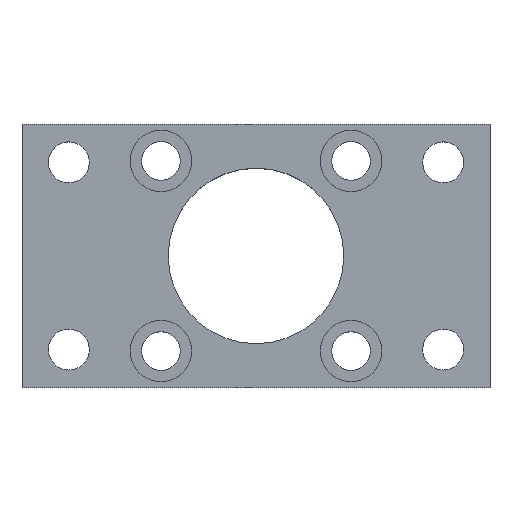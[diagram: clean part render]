
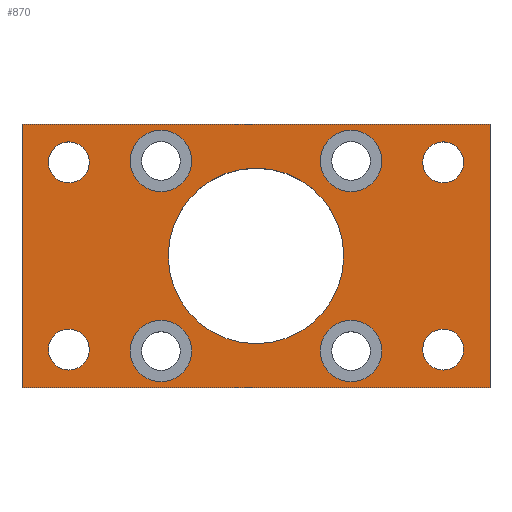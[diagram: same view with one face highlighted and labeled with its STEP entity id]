
A CAD part, top view. The second image highlights one B-rep face of the part: STEP entity #870.
In plain terms, the highlighted planar face has unit normal (0, 0, 1).
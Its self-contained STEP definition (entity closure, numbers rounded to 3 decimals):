
#81=CARTESIAN_POINT('',(35.5,-16.0,10.0));
#82=VERTEX_POINT('',#81);
#83=CARTESIAN_POINT('',(32.0,-16.0,10.0));
#84=DIRECTION('',(0.0,0.0,-1.0));
#85=DIRECTION('',(1.0,0.0,0.0));
#86=AXIS2_PLACEMENT_3D('',#83,#84,#85);
#87=CIRCLE('',#86,3.5);
#88=EDGE_CURVE('',#82,#82,#87,.T.);
#130=CARTESIAN_POINT('',(35.5,16.,10.0));
#131=VERTEX_POINT('',#130);
#132=CARTESIAN_POINT('',(32.0,16.,10.0));
#133=DIRECTION('',(0.0,0.0,-1.0));
#134=DIRECTION('',(1.0,0.0,0.0));
#135=AXIS2_PLACEMENT_3D('',#132,#133,#134);
#136=CIRCLE('',#135,3.5);
#137=EDGE_CURVE('',#131,#131,#136,.T.);
#179=CARTESIAN_POINT('',(-28.5,-16.0,10.0));
#180=VERTEX_POINT('',#179);
#181=CARTESIAN_POINT('',(-32.0,-16.0,10.0));
#182=DIRECTION('',(0.0,0.0,-1.0));
#183=DIRECTION('',(1.0,0.0,0.0));
#184=AXIS2_PLACEMENT_3D('',#181,#182,#183);
#185=CIRCLE('',#184,3.5);
#186=EDGE_CURVE('',#180,#180,#185,.T.);
#228=CARTESIAN_POINT('',(-28.5,16.,10.0));
#229=VERTEX_POINT('',#228);
#230=CARTESIAN_POINT('',(-32.0,16.,10.0));
#231=DIRECTION('',(0.0,0.0,-1.0));
#232=DIRECTION('',(1.0,0.0,0.0));
#233=AXIS2_PLACEMENT_3D('',#230,#231,#232);
#234=CIRCLE('',#233,3.5);
#235=EDGE_CURVE('',#229,#229,#234,.T.);
#294=CARTESIAN_POINT('',(-11.0,-16.25,10.0));
#295=VERTEX_POINT('',#294);
#296=CARTESIAN_POINT('',(-16.25,-16.25,10.0));
#297=DIRECTION('',(0.0,0.0,-1.0));
#298=DIRECTION('',(1.0,0.0,0.0));
#299=AXIS2_PLACEMENT_3D('',#296,#297,#298);
#300=CIRCLE('',#299,5.25);
#301=EDGE_CURVE('',#295,#295,#300,.T.);
#404=CARTESIAN_POINT('',(21.5,-16.25,10.0));
#405=VERTEX_POINT('',#404);
#406=CARTESIAN_POINT('',(16.25,-16.25,10.0));
#407=DIRECTION('',(0.0,0.0,-1.0));
#408=DIRECTION('',(1.0,0.0,0.0));
#409=AXIS2_PLACEMENT_3D('',#406,#407,#408);
#410=CIRCLE('',#409,5.25);
#411=EDGE_CURVE('',#405,#405,#410,.T.);
#514=CARTESIAN_POINT('',(21.5,16.25,10.0));
#515=VERTEX_POINT('',#514);
#516=CARTESIAN_POINT('',(16.25,16.25,10.0));
#517=DIRECTION('',(0.0,0.0,-1.0));
#518=DIRECTION('',(1.0,0.0,0.0));
#519=AXIS2_PLACEMENT_3D('',#516,#517,#518);
#520=CIRCLE('',#519,5.25);
#521=EDGE_CURVE('',#515,#515,#520,.T.);
#624=CARTESIAN_POINT('',(-11.0,16.25,10.0));
#625=VERTEX_POINT('',#624);
#626=CARTESIAN_POINT('',(-16.25,16.25,10.0));
#627=DIRECTION('',(0.0,0.0,-1.0));
#628=DIRECTION('',(1.0,0.0,0.0));
#629=AXIS2_PLACEMENT_3D('',#626,#627,#628);
#630=CIRCLE('',#629,5.25);
#631=EDGE_CURVE('',#625,#625,#630,.T.);
#685=CARTESIAN_POINT('',(15.0,0.,10.0));
#686=VERTEX_POINT('',#685);
#687=CARTESIAN_POINT('',(0.0,0.0,10.0));
#688=DIRECTION('',(0.0,0.0,-1.0));
#689=DIRECTION('',(-1.0,0.0,0.0));
#690=AXIS2_PLACEMENT_3D('',#687,#688,#689);
#691=CIRCLE('',#690,15.0);
#692=EDGE_CURVE('',#686,#686,#691,.T.);
#713=CARTESIAN_POINT('',(40.0,22.5,10.0));
#714=VERTEX_POINT('',#713);
#715=CARTESIAN_POINT('',(40.0,-22.5,10.0));
#716=VERTEX_POINT('',#715);
#717=CARTESIAN_POINT('',(40.0,22.5,10.0));
#718=DIRECTION('',(0.0,-1.0,0.0));
#719=VECTOR('',#718,45.);
#720=LINE('',#717,#719);
#721=EDGE_CURVE('',#714,#716,#720,.T.);
#753=CARTESIAN_POINT('',(-40.0,-22.5,10.0));
#754=VERTEX_POINT('',#753);
#755=CARTESIAN_POINT('',(40.0,-22.5,10.0));
#756=DIRECTION('',(-1.0,0.0,0.0));
#757=VECTOR('',#756,80.0);
#758=LINE('',#755,#757);
#759=EDGE_CURVE('',#716,#754,#758,.T.);
#784=CARTESIAN_POINT('',(-40.0,22.5,10.0));
#785=VERTEX_POINT('',#784);
#786=CARTESIAN_POINT('',(-40.0,-22.5,10.0));
#787=DIRECTION('',(0.0,1.0,0.0));
#788=VECTOR('',#787,45.0);
#789=LINE('',#786,#788);
#790=EDGE_CURVE('',#754,#785,#789,.T.);
#815=CARTESIAN_POINT('',(-40.0,22.5,10.0));
#816=DIRECTION('',(1.0,0.0,0.0));
#817=VECTOR('',#816,80.0);
#818=LINE('',#815,#817);
#819=EDGE_CURVE('',#785,#714,#818,.T.);
#832=CARTESIAN_POINT('',(0.,0.,10.0));
#833=DIRECTION('',(0.0,0.0,1.0));
#834=DIRECTION('',(1.0,0.0,0.0));
#835=AXIS2_PLACEMENT_3D('',#832,#833,#834);
#836=PLANE('',#835);
#837=ORIENTED_EDGE('',*,*,#721,.F.);
#838=ORIENTED_EDGE('',*,*,#819,.F.);
#839=ORIENTED_EDGE('',*,*,#790,.F.);
#840=ORIENTED_EDGE('',*,*,#759,.F.);
#841=EDGE_LOOP('',(#837,#838,#839,#840));
#842=FACE_OUTER_BOUND('',#841,.T.);
#843=ORIENTED_EDGE('',*,*,#88,.T.);
#844=EDGE_LOOP('',(#843));
#845=FACE_BOUND('',#844,.T.);
#846=ORIENTED_EDGE('',*,*,#137,.T.);
#847=EDGE_LOOP('',(#846));
#848=FACE_BOUND('',#847,.T.);
#849=ORIENTED_EDGE('',*,*,#186,.T.);
#850=EDGE_LOOP('',(#849));
#851=FACE_BOUND('',#850,.T.);
#852=ORIENTED_EDGE('',*,*,#235,.T.);
#853=EDGE_LOOP('',(#852));
#854=FACE_BOUND('',#853,.T.);
#855=ORIENTED_EDGE('',*,*,#301,.T.);
#856=EDGE_LOOP('',(#855));
#857=FACE_BOUND('',#856,.T.);
#858=ORIENTED_EDGE('',*,*,#411,.T.);
#859=EDGE_LOOP('',(#858));
#860=FACE_BOUND('',#859,.T.);
#861=ORIENTED_EDGE('',*,*,#521,.T.);
#862=EDGE_LOOP('',(#861));
#863=FACE_BOUND('',#862,.T.);
#864=ORIENTED_EDGE('',*,*,#631,.T.);
#865=EDGE_LOOP('',(#864));
#866=FACE_BOUND('',#865,.T.);
#867=ORIENTED_EDGE('',*,*,#692,.T.);
#868=EDGE_LOOP('',(#867));
#869=FACE_BOUND('',#868,.T.);
#870=ADVANCED_FACE('',(#842,#845,#848,#851,#854,#857,#860,#863,#866,#869),#836,.T.);
